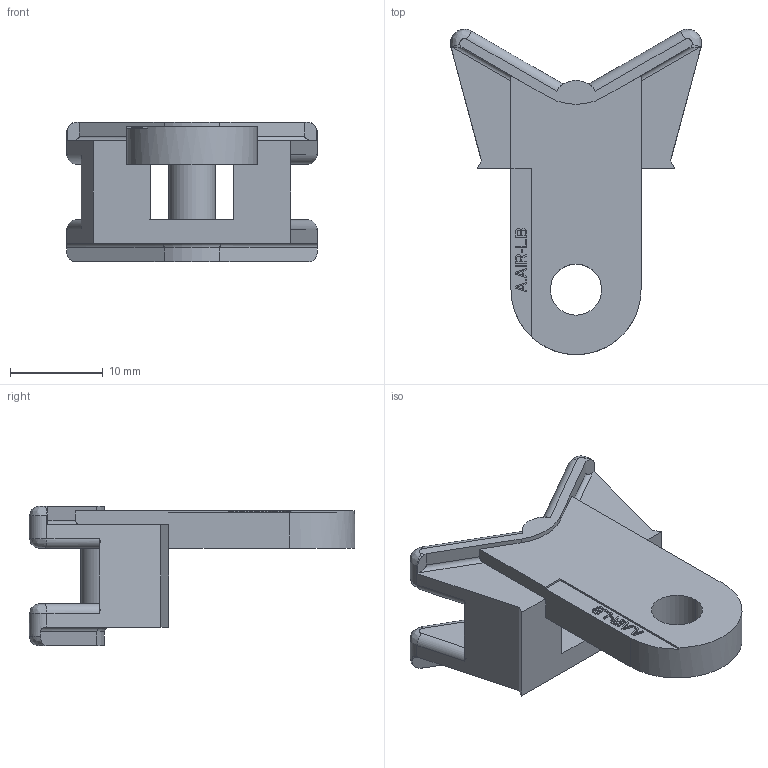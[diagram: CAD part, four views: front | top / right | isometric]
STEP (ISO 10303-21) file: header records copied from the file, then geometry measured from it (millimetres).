
FILE_DESCRIPTION((''),'2;1');
FILE_NAME('003261_120_59','2020-01-31T',('presta_be4'),(''),'CREO PARAMETRIC BY PTC INC, 2018360','CREO PARAMETRIC BY PTC INC, 2018360','');
FILE_SCHEMA(('CONFIG_CONTROL_DESIGN'));
Length unit declared in the file: millimetre
Products named in the file (1): 003261_120_59
Bounding box: 27 x 35 x 15 mm (x, y, z)
Volume: 3050.2 mm3; surface area: 2653.7 mm2
Topology: 1 solids, 1 shells, 187 faces, 512 edges, 336 vertices
Faces by surface type: plane 149, cylinder 29, bspline 8, torus 1
Entity records: 6107 total; most frequent: CARTESIAN_POINT 1336, ORIENTED_EDGE 1024, DIRECTION 902, EDGE_CURVE 512, VECTOR 436, LINE 436, VERTEX_POINT 336, AXIS2_PLACEMENT_3D 233
